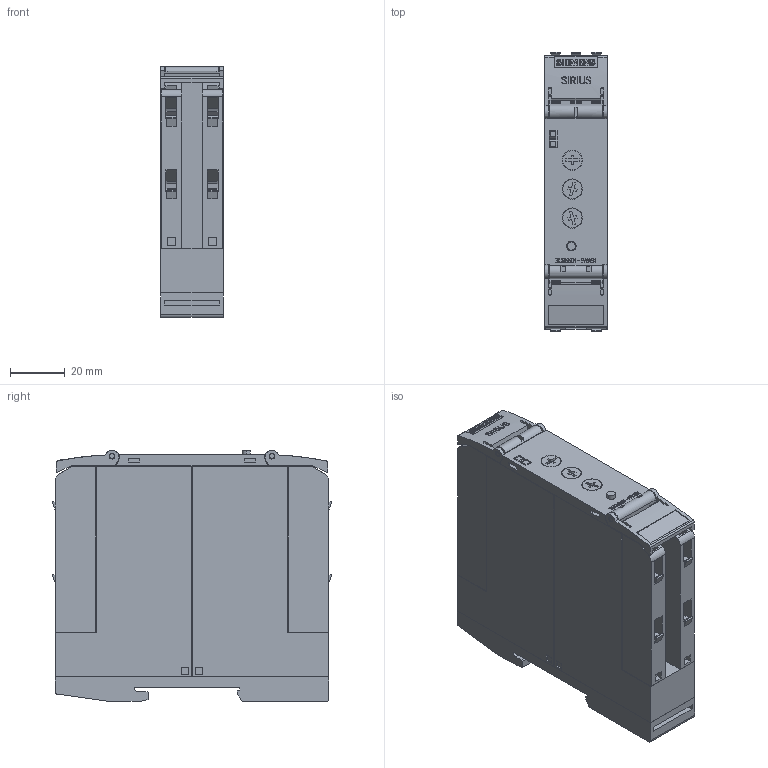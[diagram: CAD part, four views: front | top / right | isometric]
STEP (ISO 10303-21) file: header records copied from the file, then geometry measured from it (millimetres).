
FILE_DESCRIPTION(('STEP AP214'),'1');
FILE_NAME('cctmp_4C31AEDF-1D2B-440E-ADED-33196426113C_2024_05_27_11_10_48_0837..stp','2024-05-27T09:10:49',('SIEMENS A&D'),('CADClick - www.CADClick.com'),'Spatial InterOp 3D',' ','unknown authorization');
FILE_SCHEMA(('AUTOMOTIVE_DESIGN'));
Length unit declared in the file: millimetre
Products named in the file (1): 3UG5501-2AW31
Bounding box: 22.8 x 101.96 x 91.6 mm (x, y, z)
Volume: 183635.6 mm3; surface area: 49018.7 mm2
Topology: 1 solids, 1 shells, 1596 faces, 4512 edges, 2994 vertices
Faces by surface type: plane 1352, cylinder 228, torus 16
Entity records: 64507 total; most frequent: CARTESIAN_POINT 9771, ORIENTED_EDGE 9008, DIRECTION 8235, EDGE_CURVE 4504, LINE 3875, VECTOR 3875, VERTEX_POINT 2994, AXIS2_PLACEMENT_3D 2180
